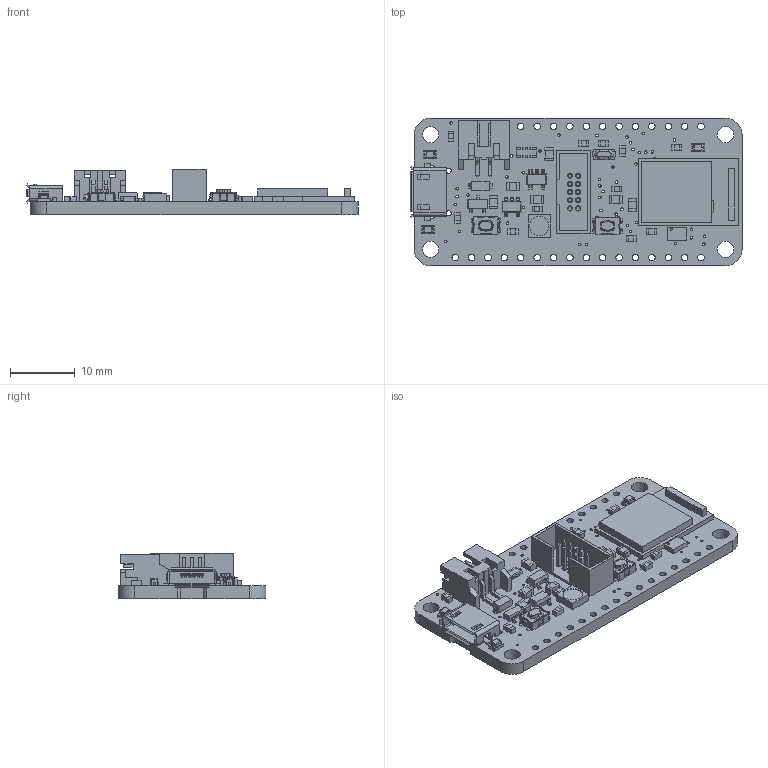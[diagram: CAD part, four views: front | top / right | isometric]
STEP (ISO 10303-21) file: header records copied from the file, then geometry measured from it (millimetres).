
FILE_DESCRIPTION(/* description */ (''),/* implementation_level */ '2;1');
FILE_NAME(/* name */ 'Adafruit nRF52840 Bluefruit Feather Express.step',/* time_stamp */ '2019-10-31T12:30:47-04:00',/* author */ (''),/* organization */ (''),/* preprocessor_version */ 'ST-DEVELOPER v18',/* originating_system */ 'Autodesk Translation Framework v8.9.1.1155',/* authorisation */ '');
FILE_SCHEMA (('AUTOMOTIVE_DESIGN { 1 0 10303 214 3 1 1 }'));
Length unit declared in the file: millimetre
Products named in the file (19): Adafruit nRF52840 Bluefruit Feather Express Rev D; PCB Component; Board; 2x5 0.05"; 32.768; KMR2; AP2112(3.3V); BLUE; JSTPH; 4u20329; MBR120; DMG2305; MDBT50; GD25Q16; WS2812B3535; 0.1uF; 10uF; DNP; 100K
Assembly tree (36 placements, depth 3):
  Adafruit nRF52840 Bluefruit Feather Express Rev D
    PCB Component
      Board
      2x5 0.05"
      32.768
      KMR2  x2
      AP2112(3.3V)  x2
      BLUE  x3
      JSTPH
      4u20329
      MBR120
      DMG2305
      MDBT50
      GD25Q16
      WS2812B3535
      0.1uF  x11
      10uF  x5
      DNP
      100K
Bounding box: 51.45 x 22.86 x 6.99 mm (x, y, z)
Volume: 2790.3 mm3; surface area: 5398 mm2
Topology: 61 solids, 61 shells, 2044 faces, 5610 edges, 3616 vertices
Faces by surface type: plane 1471, cylinder 483, bspline 36, sphere 28, torus 14, cone 12
Full cylindrical faces by diameter (mm): 0.3 x1, 0.394 x85, 0.7 x2, 0.8 x12, 1 x30, 2.5 x2, 2.54 x2, 3 x1
Entity records: 47618 total; most frequent: CARTESIAN_POINT 9359, ORIENTED_EDGE 7746, DIRECTION 7461, EDGE_CURVE 3873, LINE 3081, VECTOR 3081, VERTEX_POINT 2510, AXIS2_PLACEMENT_3D 2190
